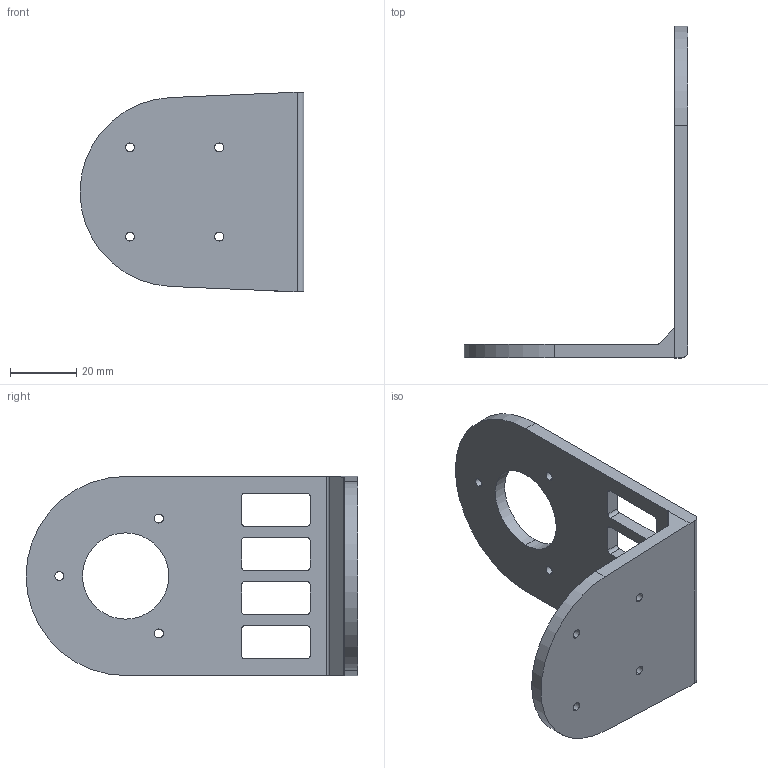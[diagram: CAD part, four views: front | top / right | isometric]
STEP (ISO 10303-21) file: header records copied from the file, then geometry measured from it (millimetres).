
FILE_DESCRIPTION (( 'STEP AP203' ), '1' );
FILE_NAME ('6020蟀諉啣V2.STEP', '2025-06-11T03:54:33', ( '' ), ( '' ), 'SwSTEP 2.0', 'SolidWorks 2023', '' );
FILE_SCHEMA (( 'CONFIG_CONTROL_DESIGN' ));
Length unit declared in the file: millimetre
Products named in the file (1): 6020连接板V2
Bounding box: 67.5 x 100 x 60 mm (x, y, z)
Volume: 30888.2 mm3; surface area: 17976.7 mm2
Topology: 1 solids, 1 shells, 63 faces, 182 edges, 121 vertices
Faces by surface type: cylinder 37, plane 26
Entity records: 2224 total; most frequent: DIRECTION 378, CARTESIAN_POINT 376, ORIENTED_EDGE 364, EDGE_CURVE 182, AXIS2_PLACEMENT_3D 135, VERTEX_POINT 121, LINE 108, VECTOR 108
